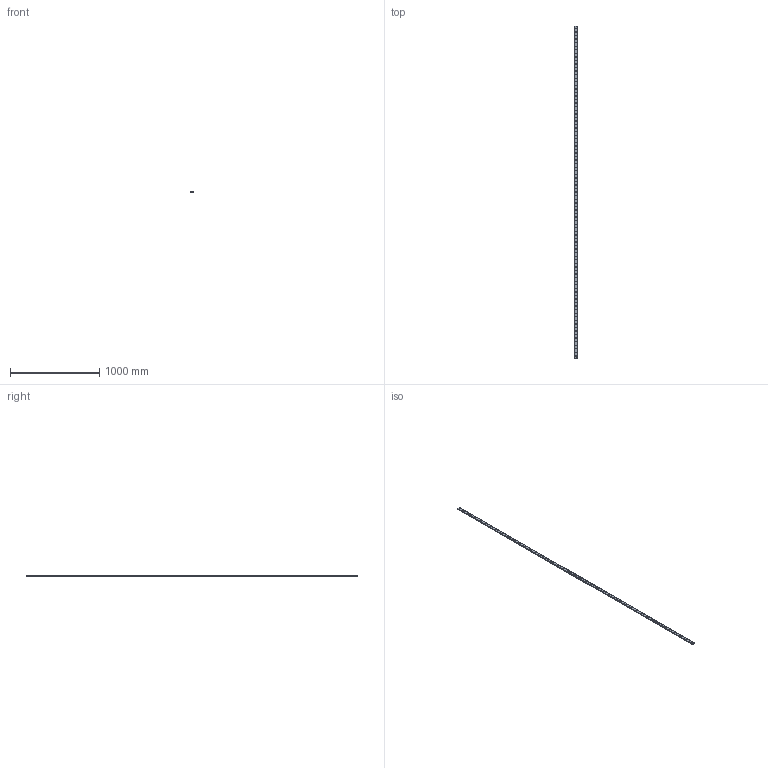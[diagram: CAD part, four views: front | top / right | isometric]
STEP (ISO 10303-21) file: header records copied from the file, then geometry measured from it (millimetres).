
FILE_DESCRIPTION(('STEP AP214'),'1');
FILE_NAME('cctmp_1E7F3CF8-18AB-49C9-B8FE-4F81EB9ED22E_2021_03_02_14_01_14_0393..stp','2021-03-02T13:01:15',('HIWIN GmbH'),('CADClick - www.CADClick.com'),'Spatial InterOp 3D',' ','unknown authorization');
FILE_SCHEMA(('AUTOMOTIVE_DESIGN'));
Length unit declared in the file: millimetre
Products named in the file (1): WER17R3730H_FILE
Bounding box: 33 x 3730 x 9.3 mm (x, y, z)
Volume: 1030411.6 mm3; surface area: 364333 mm2
Topology: 1 solids, 1 shells, 1777 faces, 3639 edges, 2426 vertices
Faces by surface type: cylinder 1134, plane 643
Entity records: 62181 total; most frequent: DIRECTION 9463, CARTESIAN_POINT 7843, ORIENTED_EDGE 7278, AXIS2_PLACEMENT_3D 4046, EDGE_CURVE 3639, VERTEX_POINT 2426, EDGE_LOOP 2339, CIRCLE 2268
